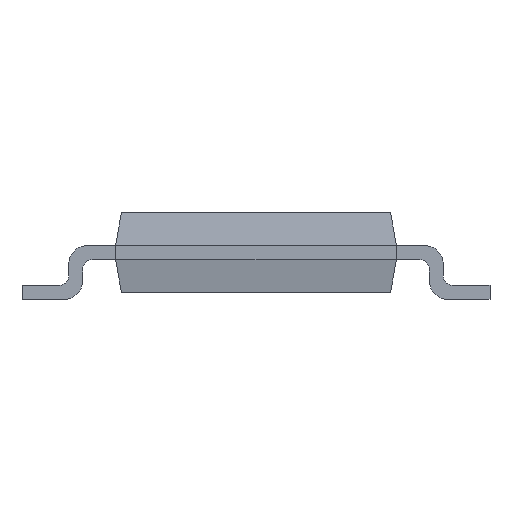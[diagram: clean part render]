
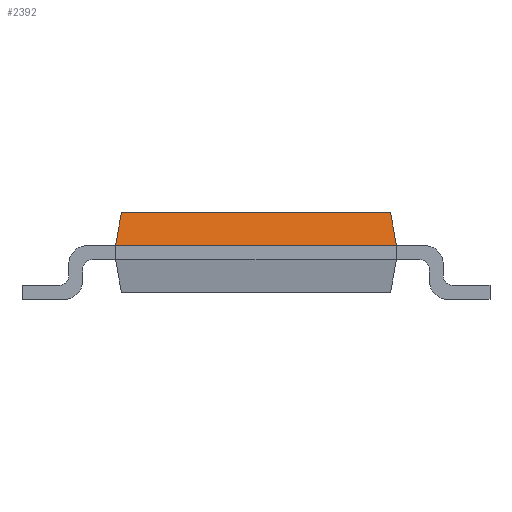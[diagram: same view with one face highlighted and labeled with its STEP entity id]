
A CAD part, left-side view. The second image highlights one B-rep face of the part: STEP entity #2392.
In plain terms, the highlighted planar face has unit normal (-0.985, 0, 0.174).
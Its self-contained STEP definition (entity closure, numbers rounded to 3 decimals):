
#150 = PLANE('',#151);
#151 = AXIS2_PLACEMENT_3D('',#152,#153,#154);
#152 = CARTESIAN_POINT('',(1.5,-1.5,0.925));
#153 = DIRECTION('',(-0.,0.,-1.));
#154 = DIRECTION('',(0.,-1.,0.));
#336 = PLANE('',#337);
#337 = AXIS2_PLACEMENT_3D('',#338,#339,#340);
#338 = CARTESIAN_POINT('',(1.5,-1.438,0.925));
#339 = DIRECTION('',(0.,0.985,-0.174)
  );
#340 = DIRECTION('',(0.,-0.174,-0.985)
  );
#456 = PLANE('',#457);
#457 = AXIS2_PLACEMENT_3D('',#458,#459,#460);
#458 = CARTESIAN_POINT('',(1.5,1.438,0.925));
#459 = DIRECTION('',(0.,-0.985,-0.174
    ));
#460 = DIRECTION('',(0.,-0.174,0.985));
#1001 = VERTEX_POINT('',#1002);
#1002 = CARTESIAN_POINT('',(-1.5,-1.5,0.575));
#1039 = PLANE('',#1040);
#1040 = AXIS2_PLACEMENT_3D('',#1041,#1042,#1043);
#1041 = CARTESIAN_POINT('',(-1.5,1.5,0.925));
#1042 = DIRECTION('',(1.,0.,0.));
#1043 = DIRECTION('',(0.,0.,-1.));
#1134 = VERTEX_POINT('',#1135);
#1135 = CARTESIAN_POINT('',(-1.5,1.5,0.575));
#1480 = EDGE_CURVE('',#1001,#1134,#1481,.T.);
#1481 = SURFACE_CURVE('',#1482,(#1486,#1493),.PCURVE_S1.);
#1482 = LINE('',#1483,#1484);
#1483 = CARTESIAN_POINT('',(-1.5,1.5,0.575));
#1484 = VECTOR('',#1485,1.);
#1485 = DIRECTION('',(0.,1.,0.));
#1486 = PCURVE('',#1039,#1487);
#1487 = DEFINITIONAL_REPRESENTATION('',(#1488),#1492);
#1488 = LINE('',#1489,#1490);
#1489 = CARTESIAN_POINT('',(0.35,0.));
#1490 = VECTOR('',#1491,1.);
#1491 = DIRECTION('',(0.,1.));
#1492 = ( GEOMETRIC_REPRESENTATION_CONTEXT(2) 
PARAMETRIC_REPRESENTATION_CONTEXT() REPRESENTATION_CONTEXT('2D SPACE',''
  ) );
#1493 = PCURVE('',#1494,#1499);
#1494 = PLANE('',#1495);
#1495 = AXIS2_PLACEMENT_3D('',#1496,#1497,#1498);
#1496 = CARTESIAN_POINT('',(-1.438,-1.5,0.925));
#1497 = DIRECTION('',(0.985,0.,-0.174
    ));
#1498 = DIRECTION('',(-0.174,0.,-0.985)
  );
#1499 = DEFINITIONAL_REPRESENTATION('',(#1500),#1504);
#1500 = LINE('',#1501,#1502);
#1501 = CARTESIAN_POINT('',(0.355,3.));
#1502 = VECTOR('',#1503,1.);
#1503 = DIRECTION('',(0.,1.));
#1504 = ( GEOMETRIC_REPRESENTATION_CONTEXT(2) 
PARAMETRIC_REPRESENTATION_CONTEXT() REPRESENTATION_CONTEXT('2D SPACE',''
  ) );
#1563 = VERTEX_POINT('',#1564);
#1564 = CARTESIAN_POINT('',(-1.438,1.438,0.925));
#1585 = EDGE_CURVE('',#1563,#1586,#1588,.T.);
#1586 = VERTEX_POINT('',#1587);
#1587 = CARTESIAN_POINT('',(-1.438,-1.438,0.925));
#1588 = SURFACE_CURVE('',#1589,(#1593,#1600),.PCURVE_S1.);
#1589 = LINE('',#1590,#1591);
#1590 = CARTESIAN_POINT('',(-1.438,-1.5,0.925));
#1591 = VECTOR('',#1592,1.);
#1592 = DIRECTION('',(0.,-1.,0.));
#1593 = PCURVE('',#150,#1594);
#1594 = DEFINITIONAL_REPRESENTATION('',(#1595),#1599);
#1595 = LINE('',#1596,#1597);
#1596 = CARTESIAN_POINT('',(0.,2.938));
#1597 = VECTOR('',#1598,1.);
#1598 = DIRECTION('',(1.,0.));
#1599 = ( GEOMETRIC_REPRESENTATION_CONTEXT(2) 
PARAMETRIC_REPRESENTATION_CONTEXT() REPRESENTATION_CONTEXT('2D SPACE',''
  ) );
#1600 = PCURVE('',#1494,#1601);
#1601 = DEFINITIONAL_REPRESENTATION('',(#1602),#1606);
#1602 = LINE('',#1603,#1604);
#1603 = CARTESIAN_POINT('',(0.,0.));
#1604 = VECTOR('',#1605,1.);
#1605 = DIRECTION('',(0.,-1.));
#1606 = ( GEOMETRIC_REPRESENTATION_CONTEXT(2) 
PARAMETRIC_REPRESENTATION_CONTEXT() REPRESENTATION_CONTEXT('2D SPACE',''
  ) );
#2236 = EDGE_CURVE('',#1563,#1134,#2237,.T.);
#2237 = SURFACE_CURVE('',#2238,(#2242,#2249),.PCURVE_S1.);
#2238 = LINE('',#2239,#2240);
#2239 = CARTESIAN_POINT('',(-1.352,1.352,1.413)
  );
#2240 = VECTOR('',#2241,1.);
#2241 = DIRECTION('',(-0.171,0.171,-0.97));
#2242 = PCURVE('',#456,#2243);
#2243 = DEFINITIONAL_REPRESENTATION('',(#2244),#2248);
#2244 = LINE('',#2245,#2246);
#2245 = CARTESIAN_POINT('',(0.495,2.852));
#2246 = VECTOR('',#2247,1.);
#2247 = DIRECTION('',(-0.985,0.171));
#2248 = ( GEOMETRIC_REPRESENTATION_CONTEXT(2) 
PARAMETRIC_REPRESENTATION_CONTEXT() REPRESENTATION_CONTEXT('2D SPACE',''
  ) );
#2249 = PCURVE('',#1494,#2250);
#2250 = DEFINITIONAL_REPRESENTATION('',(#2251),#2255);
#2251 = LINE('',#2252,#2253);
#2252 = CARTESIAN_POINT('',(-0.495,2.852));
#2253 = VECTOR('',#2254,1.);
#2254 = DIRECTION('',(0.985,0.171));
#2255 = ( GEOMETRIC_REPRESENTATION_CONTEXT(2) 
PARAMETRIC_REPRESENTATION_CONTEXT() REPRESENTATION_CONTEXT('2D SPACE',''
  ) );
#2263 = EDGE_CURVE('',#1001,#1586,#2264,.T.);
#2264 = SURFACE_CURVE('',#2265,(#2269,#2276),.PCURVE_S1.);
#2265 = LINE('',#2266,#2267);
#2266 = CARTESIAN_POINT('',(-1.352,-1.352,1.413
    ));
#2267 = VECTOR('',#2268,1.);
#2268 = DIRECTION('',(0.171,0.171,0.97));
#2269 = PCURVE('',#336,#2270);
#2270 = DEFINITIONAL_REPRESENTATION('',(#2271),#2275);
#2271 = LINE('',#2272,#2273);
#2272 = CARTESIAN_POINT('',(-0.495,2.852));
#2273 = VECTOR('',#2274,1.);
#2274 = DIRECTION('',(-0.985,-0.171));
#2275 = ( GEOMETRIC_REPRESENTATION_CONTEXT(2) 
PARAMETRIC_REPRESENTATION_CONTEXT() REPRESENTATION_CONTEXT('2D SPACE',''
  ) );
#2276 = PCURVE('',#1494,#2277);
#2277 = DEFINITIONAL_REPRESENTATION('',(#2278),#2282);
#2278 = LINE('',#2279,#2280);
#2279 = CARTESIAN_POINT('',(-0.495,0.148));
#2280 = VECTOR('',#2281,1.);
#2281 = DIRECTION('',(-0.985,0.171));
#2282 = ( GEOMETRIC_REPRESENTATION_CONTEXT(2) 
PARAMETRIC_REPRESENTATION_CONTEXT() REPRESENTATION_CONTEXT('2D SPACE',''
  ) );
#2392 = ADVANCED_FACE('',(#2393),#1494,.F.);
#2393 = FACE_BOUND('',#2394,.T.);
#2394 = EDGE_LOOP('',(#2395,#2396,#2397,#2398));
#2395 = ORIENTED_EDGE('',*,*,#2236,.T.);
#2396 = ORIENTED_EDGE('',*,*,#1480,.F.);
#2397 = ORIENTED_EDGE('',*,*,#2263,.T.);
#2398 = ORIENTED_EDGE('',*,*,#1585,.F.);
